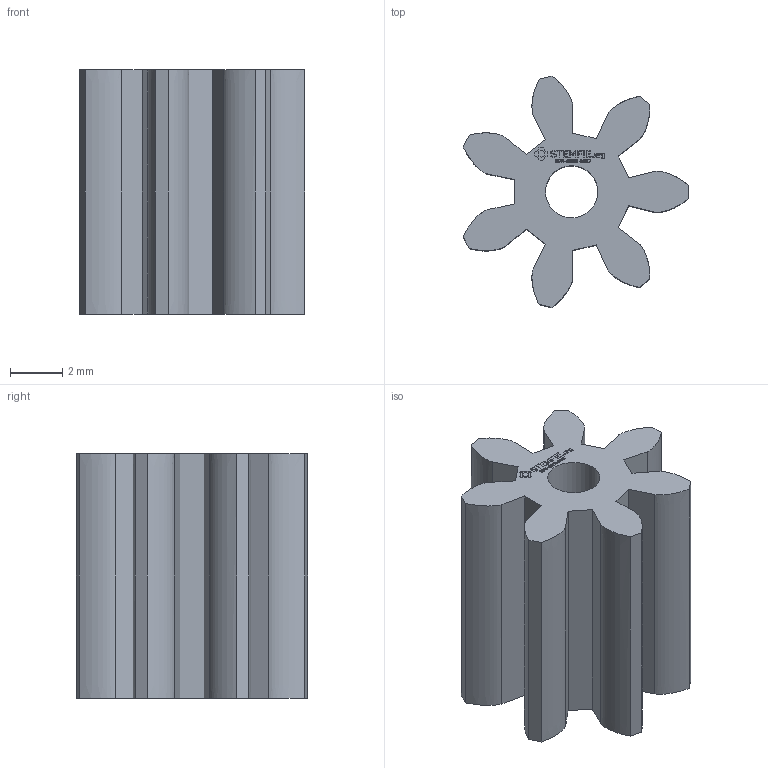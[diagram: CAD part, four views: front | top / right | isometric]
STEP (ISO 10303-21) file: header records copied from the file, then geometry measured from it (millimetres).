
FILE_DESCRIPTION(('FreeCAD Model'),'2;1');
FILE_NAME('Open CASCADE Shape Model','2024-03-09T16:20:24',(''),(''), 'Open CASCADE STEP processor 7.6','FreeCAD','Unknown');
FILE_SCHEMA(('AUTOMOTIVE_DESIGN { 1 0 10303 214 1 1 1 1 }'));
Length unit declared in the file: millimetre
Products named in the file (1): Gear Wheel PLN TTH07 BU00.75 SFT2.0mm - SPN-GWH-0007 (stemfie.org)
Bounding box: 8.65 x 8.87 x 9.38 mm (x, y, z)
Volume: 305.9 mm3; surface area: 544.6 mm2
Topology: 1 solids, 1 shells, 489 faces, 1368 edges, 912 vertices
Faces by surface type: plane 312, extrusion 176, cylinder 1
Full cylindrical faces by diameter (mm): 2 x1
Entity records: 35121 total; most frequent: CARTESIAN_POINT 8476, DIRECTION 4206, VECTOR 3572, LINE 3396, ORIENTED_EDGE 2736, PCURVE 2736, DEFINITIONAL_REPRESENTATION 2736, EDGE_CURVE 1368
